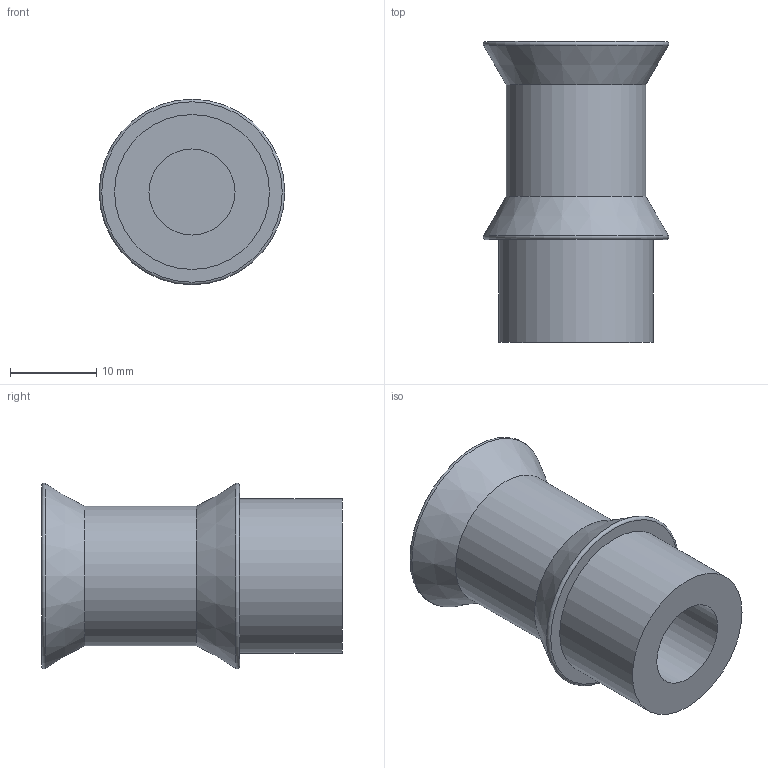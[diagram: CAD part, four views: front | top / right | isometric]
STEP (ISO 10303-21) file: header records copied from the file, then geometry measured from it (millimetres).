
FILE_DESCRIPTION(/* description */ (''),/* implementation_level */ '2;1');
FILE_NAME(/* name */ 'emitter.stp',/* time_stamp */ '2022-08-16T10:26:59-04:00',/* author */ ('turbo'),/* organization */ (''),/* preprocessor_version */ 'ST-DEVELOPER v18.1',/* originating_system */ 'Autodesk Inventor 2022',/* authorisation */ '');
FILE_SCHEMA (('AUTOMOTIVE_DESIGN { 1 0 10303 214 3 1 1 }'));
Length unit declared in the file: millimetre
Products named in the file (1): emitter
Bounding box: 21.56 x 34.96 x 21.56 mm (x, y, z)
Volume: 7015.2 mm3; surface area: 3256.3 mm2
Topology: 1 solids, 1 shells, 14 faces, 25 edges, 16 vertices
Faces by surface type: plane 5, cylinder 3, torus 3, cone 3
Full cylindrical faces by diameter (mm): 10 x1, 16.226 x1, 18 x1
Entity records: 425 total; most frequent: DIRECTION 74, CARTESIAN_POINT 56, ORIENTED_EDGE 50, AXIS2_PLACEMENT_3D 34, EDGE_CURVE 25, CIRCLE 19, EDGE_LOOP 17, VERTEX_POINT 16
